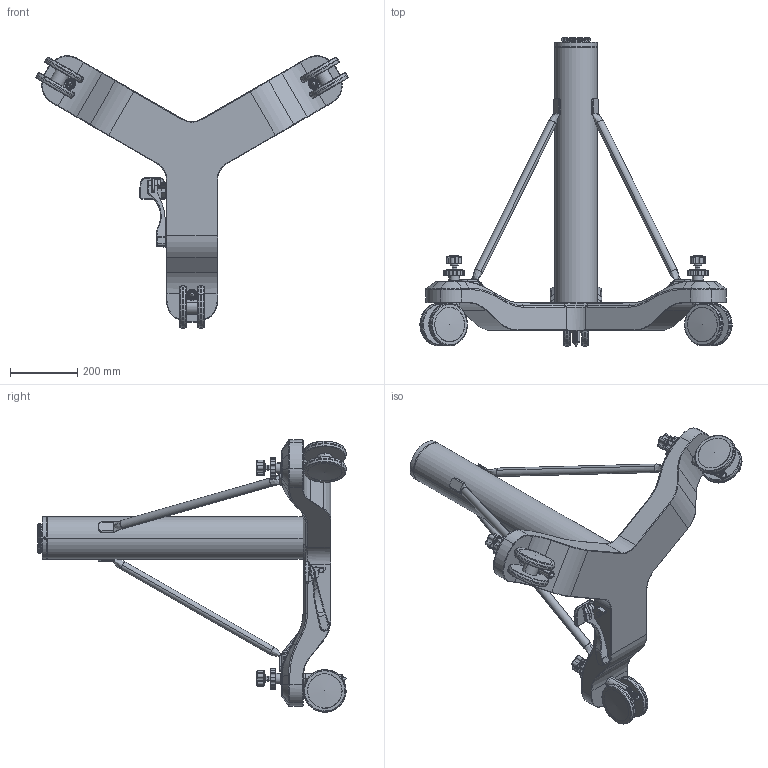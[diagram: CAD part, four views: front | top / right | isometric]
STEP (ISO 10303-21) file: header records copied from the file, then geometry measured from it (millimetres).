
FILE_DESCRIPTION (( 'STEP AP214' ), '1' );
FILE_NAME ('RS-F-36.STEP', '2023-01-27T16:05:58', ( '' ), ( '' ), 'SwSTEP 2.0', 'SolidWorks 2021', '' );
FILE_SCHEMA (( 'AUTOMOTIVE_DESIGN' ));
Length unit declared in the file: inch
Products named in the file (1): RS-F-36
Bounding box: 931.15 x 919.06 x 812.39 mm (x, y, z)
Volume: 29584122.8 mm3; surface area: 1534512.6 mm2
Topology: 11 solids, 11 shells, 1880 faces, 4538 edges, 2778 vertices
Faces by surface type: cylinder 653, plane 446, torus 413, bspline 211, cone 149, sphere 8
Entity records: 90449 total; most frequent: CARTESIAN_POINT 48419, ORIENTED_EDGE 9020, DIRECTION 8824, EDGE_CURVE 4510, AXIS2_PLACEMENT_3D 3723, VERTEX_POINT 2764, CIRCLE 2053, EDGE_LOOP 1994
